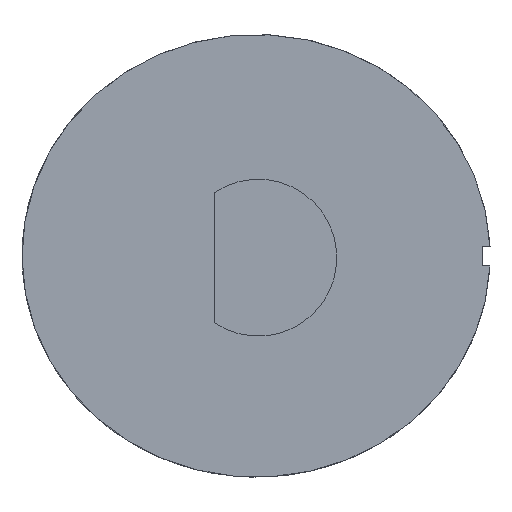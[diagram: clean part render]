
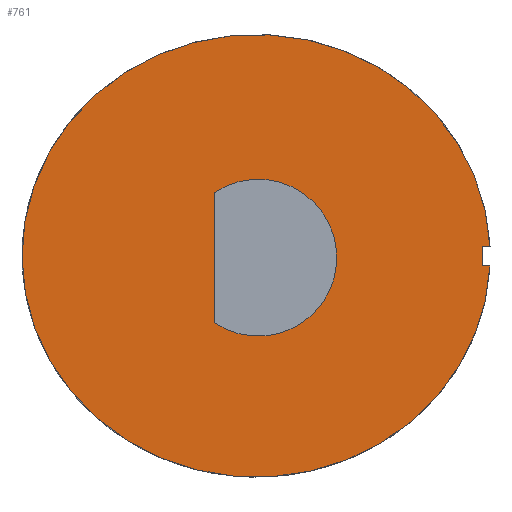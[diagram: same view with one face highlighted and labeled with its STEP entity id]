
A CAD part, front view. The second image highlights one B-rep face of the part: STEP entity #761.
In plain terms, the highlighted planar face has unit normal (0, -1, 0).
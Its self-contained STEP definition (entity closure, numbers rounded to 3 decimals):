
#23=FACE_BOUND('',#145,.T.);
#31=PLANE('',#820);
#34=CIRCLE('',#786,3.2);
#97=FACE_OUTER_BOUND('',#144,.T.);
#144=EDGE_LOOP('',(#666,#667,#668,#669));
#145=EDGE_LOOP('',(#670,#671));
#158=ELLIPSE('',#806,9.545,9.025);
#165=LINE('',#1137,#196);
#176=LINE('',#1614,#207);
#182=LINE('',#1654,#213);
#187=LINE('',#1665,#218);
#196=VECTOR('',#837,10.);
#207=VECTOR('',#882,10.);
#213=VECTOR('',#904,10.);
#218=VECTOR('',#917,10.);
#288=VERTEX_POINT('',#1133);
#290=VERTEX_POINT('',#1136);
#326=VERTEX_POINT('',#1612);
#327=VERTEX_POINT('',#1613);
#334=VERTEX_POINT('',#1648);
#335=VERTEX_POINT('',#1650);
#362=EDGE_CURVE('',#288,#290,#165,.T.);
#366=EDGE_CURVE('',#288,#290,#34,.T.);
#412=EDGE_CURVE('',#326,#327,#176,.T.);
#423=EDGE_CURVE('',#335,#334,#158,.T.);
#425=EDGE_CURVE('',#327,#335,#182,.T.);
#431=EDGE_CURVE('',#334,#326,#187,.T.);
#666=ORIENTED_EDGE('',*,*,#425,.T.);
#667=ORIENTED_EDGE('',*,*,#423,.T.);
#668=ORIENTED_EDGE('',*,*,#431,.T.);
#669=ORIENTED_EDGE('',*,*,#412,.T.);
#670=ORIENTED_EDGE('',*,*,#366,.T.);
#671=ORIENTED_EDGE('',*,*,#362,.F.);
#761=ADVANCED_FACE('',(#97,#23),#31,.F.);
#786=AXIS2_PLACEMENT_3D('',#1144,#846,#847);
#806=AXIS2_PLACEMENT_3D('',#1651,#899,#900);
#820=AXIS2_PLACEMENT_3D('',#2478,#935,#936);
#837=DIRECTION('',(0.,0.,-1.));
#846=DIRECTION('center_axis',(0.,1.,0.));
#847=DIRECTION('ref_axis',(0.,0.,-1.));
#882=DIRECTION('',(0.,0.,1.));
#899=DIRECTION('center_axis',(0.,-1.,0.));
#900=DIRECTION('ref_axis',(1.,0.,0.));
#904=DIRECTION('',(1.,0.,0.));
#917=DIRECTION('',(-1.,0.,0.));
#935=DIRECTION('center_axis',(0.,1.,0.));
#936=DIRECTION('ref_axis',(1.,0.,0.));
#1133=CARTESIAN_POINT('',(-1.7,-0.5,2.576));
#1136=CARTESIAN_POINT('',(-1.7,-0.5,-2.726));
#1137=CARTESIAN_POINT('',(-1.7,-0.5,3.342));
#1144=CARTESIAN_POINT('Origin',(0.092,-0.5,-0.075));
#1612=CARTESIAN_POINT('',(9.238,-0.5,-0.413));
#1613=CARTESIAN_POINT('',(9.238,-0.5,0.387));
#1614=CARTESIAN_POINT('',(9.238,-0.5,-0.007));
#1648=CARTESIAN_POINT('',(9.535,-0.5,-0.413));
#1650=CARTESIAN_POINT('',(9.536,-0.5,0.387));
#1651=CARTESIAN_POINT('Origin',(0.,-0.5,0.));
#1654=CARTESIAN_POINT('',(4.273,-0.5,0.387));
#1665=CARTESIAN_POINT('',(4.699,-0.5,-0.413));
#2478=CARTESIAN_POINT('Origin',(0.,-0.5,0.));
